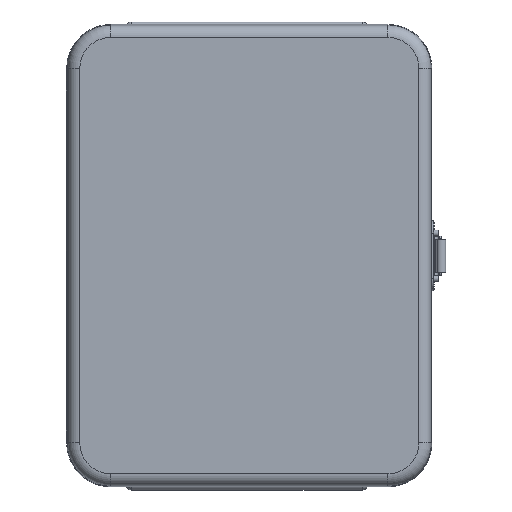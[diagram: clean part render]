
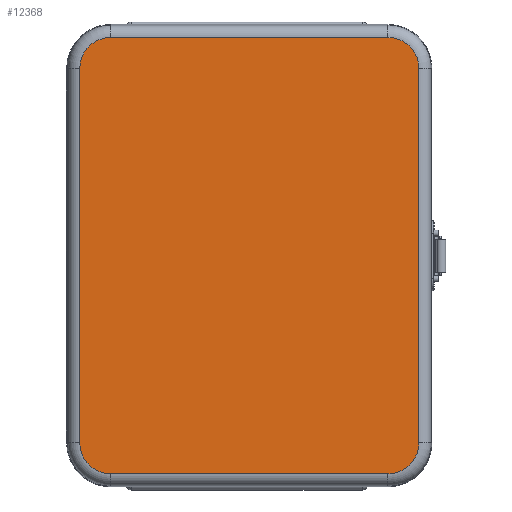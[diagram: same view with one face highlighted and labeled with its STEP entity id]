
A CAD part, top view. The second image highlights one B-rep face of the part: STEP entity #12368.
In plain terms, the highlighted planar face has unit normal (0, 0, 1).
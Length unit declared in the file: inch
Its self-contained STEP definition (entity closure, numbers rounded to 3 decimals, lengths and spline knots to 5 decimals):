
#582=PLANE('',#13774);
#1186=LINE('',#22116,#2062);
#1188=LINE('',#22136,#2064);
#1191=LINE('',#22143,#2067);
#1193=LINE('',#22158,#2069);
#2062=VECTOR('',#16180,5.7036);
#2064=VECTOR('',#16204,7.7036);
#2067=VECTOR('',#16211,7.7036);
#2069=VECTOR('',#16231,5.7036);
#3342=FACE_OUTER_BOUND('',#4159,.T.);
#4159=EDGE_LOOP('',(#9911,#9912,#9913,#9914,#9915,#9916,#9917,#9918));
#5090=CIRCLE('',#13749,0.63807);
#5094=CIRCLE('',#13754,0.63807);
#5098=CIRCLE('',#13761,0.63807);
#5102=CIRCLE('',#13766,0.63807);
#5993=VERTEX_POINT('',#22113);
#5994=VERTEX_POINT('',#22115);
#5997=VERTEX_POINT('',#22122);
#5998=VERTEX_POINT('',#22127);
#6001=VERTEX_POINT('',#22134);
#6002=VERTEX_POINT('',#22139);
#6005=VERTEX_POINT('',#22146);
#6006=VERTEX_POINT('',#22151);
#7428=EDGE_CURVE('',#5993,#5994,#1186,.T.);
#7432=EDGE_CURVE('',#5997,#5993,#5090,.T.);
#7436=EDGE_CURVE('',#5994,#5998,#5094,.T.);
#7438=EDGE_CURVE('',#6001,#5997,#1188,.T.);
#7442=EDGE_CURVE('',#5998,#6002,#1191,.T.);
#7444=EDGE_CURVE('',#6005,#6001,#5098,.T.);
#7448=EDGE_CURVE('',#6002,#6006,#5102,.T.);
#7450=EDGE_CURVE('',#6006,#6005,#1193,.T.);
#9911=ORIENTED_EDGE('',*,*,#7428,.F.);
#9912=ORIENTED_EDGE('',*,*,#7432,.F.);
#9913=ORIENTED_EDGE('',*,*,#7438,.F.);
#9914=ORIENTED_EDGE('',*,*,#7444,.F.);
#9915=ORIENTED_EDGE('',*,*,#7450,.F.);
#9916=ORIENTED_EDGE('',*,*,#7448,.F.);
#9917=ORIENTED_EDGE('',*,*,#7442,.F.);
#9918=ORIENTED_EDGE('',*,*,#7436,.F.);
#12368=ADVANCED_FACE('',(#3342),#582,.T.);
#13749=AXIS2_PLACEMENT_3D('',#22124,#16188,#16189);
#13754=AXIS2_PLACEMENT_3D('',#22131,#16198,#16199);
#13761=AXIS2_PLACEMENT_3D('',#22148,#16216,#16217);
#13766=AXIS2_PLACEMENT_3D('',#22155,#16226,#16227);
#13774=AXIS2_PLACEMENT_3D('',#22177,#16251,#16252);
#16180=DIRECTION('',(1.,0.,0.));
#16188=DIRECTION('center_axis',(0.,0.,-1.));
#16189=DIRECTION('ref_axis',(-0.707,0.707,0.));
#16198=DIRECTION('center_axis',(0.,0.,-1.));
#16199=DIRECTION('ref_axis',(0.707,0.707,0.));
#16204=DIRECTION('',(0.,1.,0.));
#16211=DIRECTION('',(0.,-1.,0.));
#16216=DIRECTION('center_axis',(0.,0.,-1.));
#16217=DIRECTION('ref_axis',(-0.707,-0.707,0.));
#16226=DIRECTION('center_axis',(0.,0.,-1.));
#16227=DIRECTION('ref_axis',(0.707,-0.707,0.));
#16231=DIRECTION('',(-1.,0.,0.));
#16251=DIRECTION('center_axis',(0.,0.,1.));
#16252=DIRECTION('ref_axis',(1.,0.,0.));
#22113=CARTESIAN_POINT('',(-2.8518,4.48987,0.76));
#22115=CARTESIAN_POINT('',(2.8518,4.48987,0.76));
#22116=CARTESIAN_POINT('',(-1.4259,4.48987,0.76));
#22122=CARTESIAN_POINT('',(-3.48987,3.8518,0.76));
#22124=CARTESIAN_POINT('Origin',(-2.8518,3.8518,0.76));
#22127=CARTESIAN_POINT('',(3.48987,3.8518,0.76));
#22131=CARTESIAN_POINT('Origin',(2.8518,3.8518,0.76));
#22134=CARTESIAN_POINT('',(-3.48987,-3.8518,0.76));
#22136=CARTESIAN_POINT('',(-3.48987,-1.9259,0.76));
#22139=CARTESIAN_POINT('',(3.48987,-3.8518,0.76));
#22143=CARTESIAN_POINT('',(3.48987,1.9259,0.76));
#22146=CARTESIAN_POINT('',(-2.8518,-4.48987,0.76));
#22148=CARTESIAN_POINT('Origin',(-2.8518,-3.8518,0.76));
#22151=CARTESIAN_POINT('',(2.8518,-4.48987,0.76));
#22155=CARTESIAN_POINT('Origin',(2.8518,-3.8518,0.76));
#22158=CARTESIAN_POINT('',(1.4259,-4.48987,0.76));
#22177=CARTESIAN_POINT('Origin',(0.,0.,0.76));
